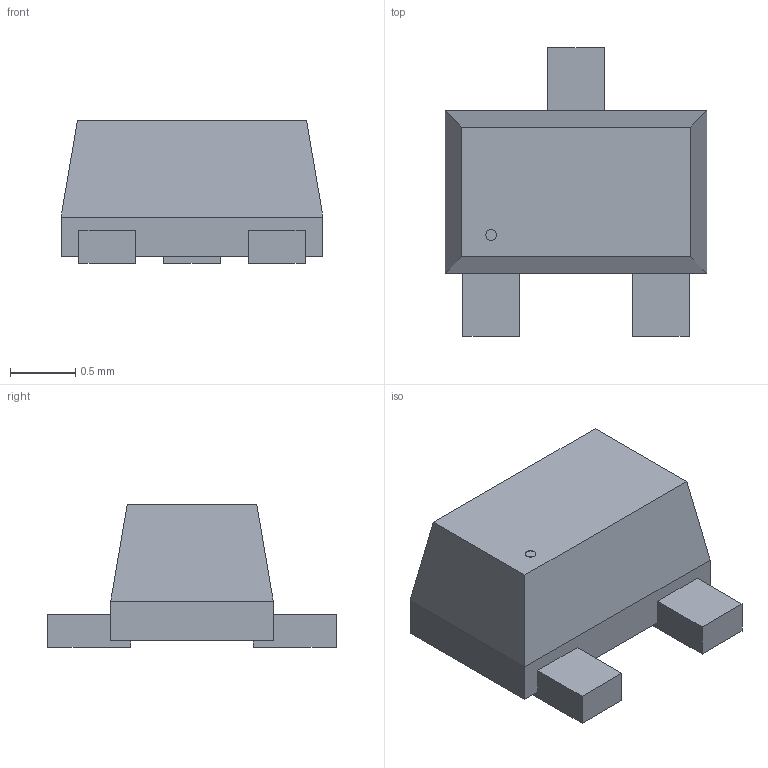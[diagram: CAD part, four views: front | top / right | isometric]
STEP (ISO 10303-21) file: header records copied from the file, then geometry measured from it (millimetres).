
FILE_DESCRIPTION(('STEP AP214'),'1');
FILE_NAME('TRANS_2SCR523UB_ROM','2022-02-26T05:43:57',(''),(''),'','','');
FILE_SCHEMA(('AUTOMOTIVE_DESIGN'));
Length unit declared in the file: millimetre
Products named in the file (1): product
Bounding box: 2.01 x 2.21 x 1.09 mm (x, y, z)
Volume: 2.5 mm3; surface area: 13.8 mm2
Topology: 5 solids, 5 shells, 37 faces, 77 edges, 50 vertices
Faces by surface type: plane 36, cylinder 1
Full cylindrical faces by diameter (mm): 0.083 x1
Entity records: 966 total; most frequent: DIRECTION 156, ORIENTED_EDGE 152, CARTESIAN_POINT 91, EDGE_CURVE 76, LINE 74, VECTOR 74, VERTEX_POINT 50, AXIS2_PLACEMENT_3D 41
